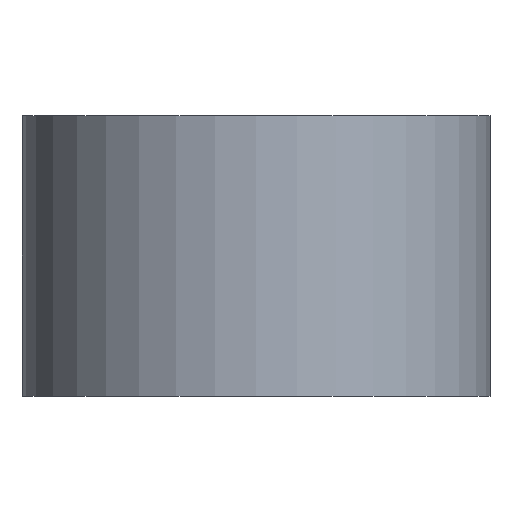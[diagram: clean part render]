
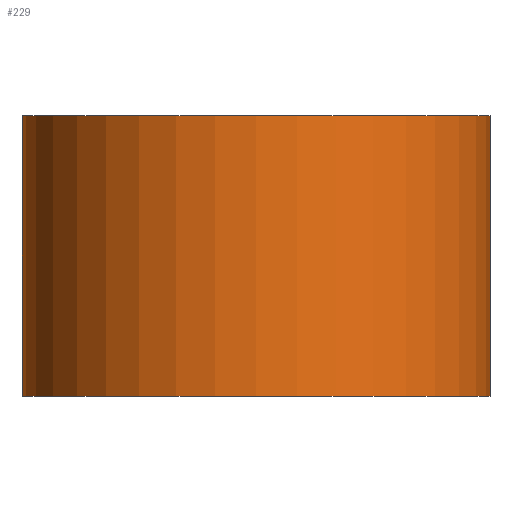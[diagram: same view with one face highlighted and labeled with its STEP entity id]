
A CAD part, front view. The second image highlights one B-rep face of the part: STEP entity #229.
In plain terms, the highlighted cylindrical face has radius 0.635 mm (diameter 1.27 mm), a partial arc.
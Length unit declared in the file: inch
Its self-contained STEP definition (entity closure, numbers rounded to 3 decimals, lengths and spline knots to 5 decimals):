
#36=FACE_OUTER_BOUND('',#51,.T.);
#51=EDGE_LOOP('',(#205,#206,#207,#208));
#66=LINE('',#379,#86);
#73=LINE('',#398,#93);
#86=VECTOR('',#311,0.3937);
#93=VECTOR('',#332,0.3937);
#101=CIRCLE('',#266,0.025);
#103=CIRCLE('',#271,0.025);
#117=VERTEX_POINT('',#376);
#118=VERTEX_POINT('',#378);
#121=VERTEX_POINT('',#388);
#123=VERTEX_POINT('',#396);
#142=EDGE_CURVE('',#117,#118,#66,.T.);
#148=EDGE_CURVE('',#121,#117,#101,.T.);
#152=EDGE_CURVE('',#121,#123,#73,.T.);
#153=EDGE_CURVE('',#118,#123,#103,.T.);
#205=ORIENTED_EDGE('',*,*,#152,.T.);
#206=ORIENTED_EDGE('',*,*,#153,.F.);
#207=ORIENTED_EDGE('',*,*,#142,.F.);
#208=ORIENTED_EDGE('',*,*,#148,.F.);
#218=CYLINDRICAL_SURFACE('',#270,0.025);
#229=ADVANCED_FACE('',(#36),#218,.T.);
#266=AXIS2_PLACEMENT_3D('',#390,#322,#323);
#270=AXIS2_PLACEMENT_3D('',#399,#333,#334);
#271=AXIS2_PLACEMENT_3D('',#400,#335,#336);
#311=DIRECTION('',(0.,0.,1.));
#322=DIRECTION('center_axis',(0.,0.,-1.));
#323=DIRECTION('ref_axis',(-1.,0.,0.));
#332=DIRECTION('',(0.,0.,1.));
#333=DIRECTION('center_axis',(0.,0.,1.));
#334=DIRECTION('ref_axis',(-1.,0.,0.));
#335=DIRECTION('center_axis',(0.,0.,1.));
#336=DIRECTION('ref_axis',(-1.,0.,0.));
#376=CARTESIAN_POINT('',(0.80409,-0.00137,-0.015));
#378=CARTESIAN_POINT('',(0.80409,-0.00137,0.015));
#379=CARTESIAN_POINT('',(0.80409,-0.00137,0.));
#388=CARTESIAN_POINT('',(0.85409,-0.00137,-0.015));
#390=CARTESIAN_POINT('Origin',(0.82909,-0.00137,-0.015));
#396=CARTESIAN_POINT('',(0.85409,-0.00137,0.015));
#398=CARTESIAN_POINT('',(0.85409,-0.00137,0.));
#399=CARTESIAN_POINT('Origin',(0.82909,-0.00137,0.));
#400=CARTESIAN_POINT('Origin',(0.82909,-0.00137,0.015));
